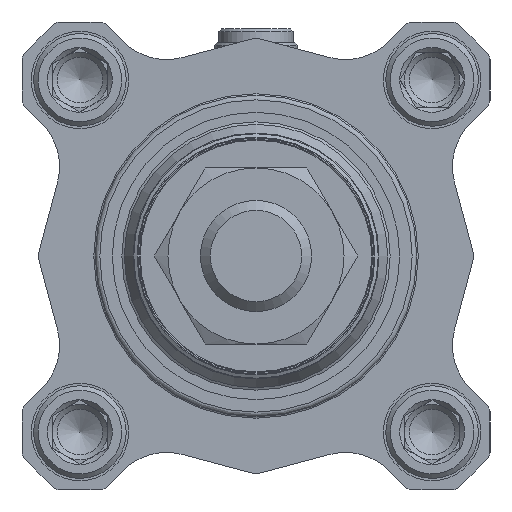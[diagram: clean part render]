
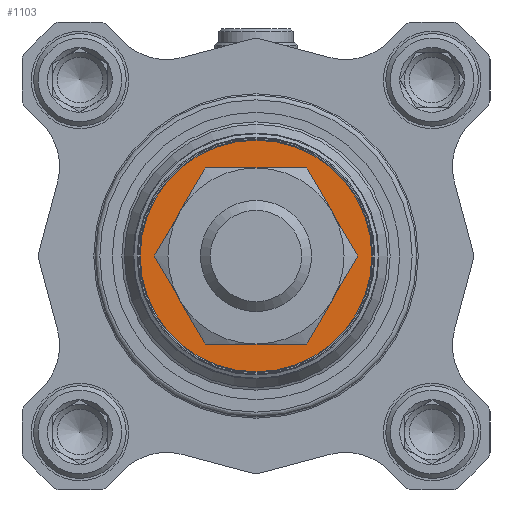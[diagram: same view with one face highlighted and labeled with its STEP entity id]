
A CAD part, left-side view. The second image highlights one B-rep face of the part: STEP entity #1103.
In plain terms, the highlighted planar face has unit normal (-1, 0, 0).
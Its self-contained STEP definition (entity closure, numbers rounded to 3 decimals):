
#1103 = ADVANCED_FACE( '', ( #2293, #2294 ), #2295, .F. );
#2293 = FACE_BOUND( '', #3569, .T. );
#2294 = FACE_OUTER_BOUND( '', #3570, .T. );
#2295 = PLANE( '', #3571 );
#3569 = EDGE_LOOP( '', ( #6208 ) );
#3570 = EDGE_LOOP( '', ( #6209 ) );
#3571 = AXIS2_PLACEMENT_3D( '', #6210, #6211, #6212 );
#6208 = ORIENTED_EDGE( '', *, *, #7858, .T. );
#6209 = ORIENTED_EDGE( '', *, *, #7317, .F. );
#6210 = CARTESIAN_POINT( '', ( -266., 8., 0. ) );
#6211 = DIRECTION( '', ( 1., 0., 0. ) );
#6212 = DIRECTION( '', ( 0., 0., -1. ) );
#7317 = EDGE_CURVE( '', #8682, #8682, #8683, .T. );
#7858 = EDGE_CURVE( '', #9551, #9551, #9552, .T. );
#8682 = VERTEX_POINT( '', #10622 );
#8683 = CIRCLE( '', #10623, 12.5 );
#9551 = VERTEX_POINT( '', #11893 );
#9552 = CIRCLE( '', #11894, 8.75 );
#10622 = CARTESIAN_POINT( '', ( -266., 0., -12.5 ) );
#10623 = AXIS2_PLACEMENT_3D( '', #12890, #12891, #12892 );
#11893 = CARTESIAN_POINT( '', ( -266., 0., -8.75 ) );
#11894 = AXIS2_PLACEMENT_3D( '', #13573, #13574, #13575 );
#12890 = CARTESIAN_POINT( '', ( -266., 0., 0. ) );
#12891 = DIRECTION( '', ( 1., 0., 0. ) );
#12892 = DIRECTION( '', ( 0., 0., -1. ) );
#13573 = CARTESIAN_POINT( '', ( -266., 0., 0. ) );
#13574 = DIRECTION( '', ( 1., 0., 0. ) );
#13575 = DIRECTION( '', ( 0., 0., -1. ) );
